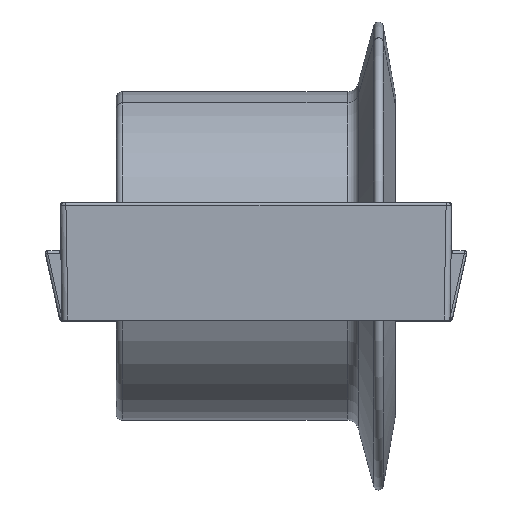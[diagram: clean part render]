
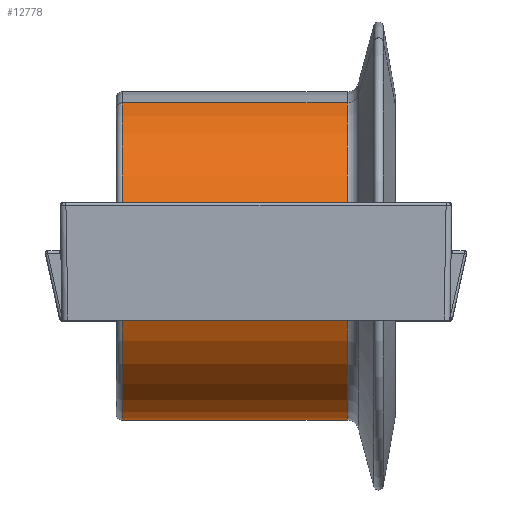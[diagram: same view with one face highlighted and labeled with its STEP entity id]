
A CAD part, top view. The second image highlights one B-rep face of the part: STEP entity #12778.
In plain terms, the highlighted cylindrical face has radius 14 mm (diameter 28 mm), a partial arc.
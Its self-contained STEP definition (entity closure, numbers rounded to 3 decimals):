
#2288 = ORIENTED_EDGE ( 'NONE', *, *, #19060, .T. ) ;
#2964 = CARTESIAN_POINT ( 'NONE',  ( 0., 0., -7.769 ) ) ;
#3160 = VERTEX_POINT ( 'NONE', #27544 ) ;
#5506 = DIRECTION ( 'NONE',  ( -1., 0., 0. ) ) ;
#6057 = VERTEX_POINT ( 'NONE', #24094 ) ;
#6401 = CIRCLE ( 'NONE', #27310, 14. ) ;
#6594 = FACE_OUTER_BOUND ( 'NONE', #19193, .T. ) ;
#6662 = CARTESIAN_POINT ( 'NONE',  ( -14., 0., 11.4 ) ) ;
#7415 = DIRECTION ( 'NONE',  ( 0., 0., -1. ) ) ;
#8632 = CARTESIAN_POINT ( 'NONE',  ( 0., 0., 11.9 ) ) ;
#8741 = CARTESIAN_POINT ( 'NONE',  ( -14., 0., -7.769 ) ) ;
#8840 = VECTOR ( 'NONE', #7415, 1000. ) ;
#9646 = DIRECTION ( 'NONE',  ( 0., 0., -1. ) ) ;
#10421 = VERTEX_POINT ( 'NONE', #8741 ) ;
#11132 = DIRECTION ( 'NONE',  ( 0., 0., -1. ) ) ;
#11282 = VECTOR ( 'NONE', #16417, 1000. ) ;
#12778 = ADVANCED_FACE ( 'NONE', ( #6594 ), #19141, .T. ) ;
#14620 = CIRCLE ( 'NONE', #31020, 14. ) ;
#14769 = EDGE_CURVE ( 'NONE', #27436, #10421, #21349, .T. ) ;
#15038 = AXIS2_PLACEMENT_3D ( 'NONE', #8632, #11132, #28587 ) ;
#15827 = EDGE_CURVE ( 'NONE', #3160, #27436, #14620, .T. ) ;
#16180 = EDGE_CURVE ( 'NONE', #3160, #6057, #25925, .T. ) ;
#16417 = DIRECTION ( 'NONE',  ( 0., 0., -1. ) ) ;
#19060 = EDGE_CURVE ( 'NONE', #10421, #6057, #6401, .T. ) ;
#19141 = CYLINDRICAL_SURFACE ( 'NONE', #15038, 14. ) ;
#19193 = EDGE_LOOP ( 'NONE', ( #29939, #29307, #21311, #2288 ) ) ;
#20529 = DIRECTION ( 'NONE',  ( 0., 0., 1. ) ) ;
#21311 = ORIENTED_EDGE ( 'NONE', *, *, #14769, .T. ) ;
#21349 = LINE ( 'NONE', #22371, #8840 ) ;
#22371 = CARTESIAN_POINT ( 'NONE',  ( -14., 0., 11.9 ) ) ;
#23823 = CARTESIAN_POINT ( 'NONE',  ( 14., 0., 11.9 ) ) ;
#24094 = CARTESIAN_POINT ( 'NONE',  ( 14., 0., -7.769 ) ) ;
#24597 = CARTESIAN_POINT ( 'NONE',  ( 0., 0., 11.4 ) ) ;
#25925 = LINE ( 'NONE', #23823, #11282 ) ;
#27096 = DIRECTION ( 'NONE',  ( 1., 0., 0. ) ) ;
#27310 = AXIS2_PLACEMENT_3D ( 'NONE', #2964, #20529, #5506 ) ;
#27436 = VERTEX_POINT ( 'NONE', #6662 ) ;
#27544 = CARTESIAN_POINT ( 'NONE',  ( 14., 0., 11.4 ) ) ;
#28587 = DIRECTION ( 'NONE',  ( -1., 0., 0. ) ) ;
#29307 = ORIENTED_EDGE ( 'NONE', *, *, #15827, .T. ) ;
#29939 = ORIENTED_EDGE ( 'NONE', *, *, #16180, .F. ) ;
#31020 = AXIS2_PLACEMENT_3D ( 'NONE', #24597, #9646, #27096 ) ;
